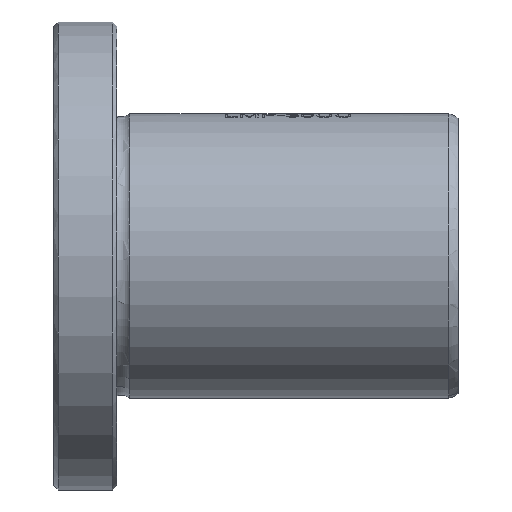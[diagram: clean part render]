
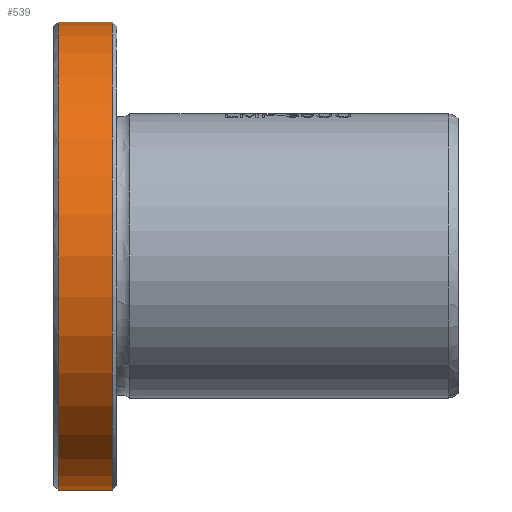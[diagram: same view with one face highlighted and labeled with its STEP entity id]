
A CAD part, front view. The second image highlights one B-rep face of the part: STEP entity #539.
In plain terms, the highlighted cylindrical face has radius 37 mm (diameter 74 mm), a full revolution.
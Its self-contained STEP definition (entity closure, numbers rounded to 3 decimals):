
#490=CYLINDRICAL_SURFACE('',#6005,37.);
#539=ADVANCED_FACE('',(#1589,#1590),#490,.T.);
#1066=CIRCLE('',#5995,37.);
#1067=CIRCLE('',#5996,37.);
#1068=CIRCLE('',#6003,37.);
#1069=CIRCLE('',#6004,37.);
#1589=FACE_BOUND('',#1697,.T.);
#1590=FACE_BOUND('',#1698,.T.);
#1697=EDGE_LOOP('',(#2320,#2321));
#1698=EDGE_LOOP('',(#2322,#2323));
#2320=ORIENTED_EDGE('',*,*,#4480,.T.);
#2321=ORIENTED_EDGE('',*,*,#4481,.T.);
#2322=ORIENTED_EDGE('',*,*,#4490,.F.);
#2323=ORIENTED_EDGE('',*,*,#4491,.F.);
#3916=VERTEX_POINT('',#9110);
#3917=VERTEX_POINT('',#9111);
#3926=VERTEX_POINT('',#9208);
#3927=VERTEX_POINT('',#9209);
#4480=EDGE_CURVE('',#3916,#3917,#1066,.T.);
#4481=EDGE_CURVE('',#3917,#3916,#1067,.T.);
#4490=EDGE_CURVE('',#3926,#3927,#1068,.T.);
#4491=EDGE_CURVE('',#3927,#3926,#1069,.T.);
#5995=AXIS2_PLACEMENT_3D('',#9109,#6459,#6460);
#5996=AXIS2_PLACEMENT_3D('',#9112,#6461,#6462);
#6003=AXIS2_PLACEMENT_3D('',#9207,#6475,#6476);
#6004=AXIS2_PLACEMENT_3D('',#9210,#6477,#6478);
#6005=AXIS2_PLACEMENT_3D('',#9211,#6479,#6480);
#6459=DIRECTION('',(1.,0.,0.));
#6460=DIRECTION('',(0.,0.,-1.));
#6461=DIRECTION('',(1.,0.,0.));
#6462=DIRECTION('',(0.,0.,-1.));
#6475=DIRECTION('',(1.,0.,0.));
#6476=DIRECTION('',(0.,0.,1.));
#6477=DIRECTION('',(1.,0.,0.));
#6478=DIRECTION('',(0.,0.,1.));
#6479=DIRECTION('',(1.,0.,0.));
#6480=DIRECTION('',(0.,0.,-1.));
#9109=CARTESIAN_POINT('',(0.7,0.,0.));
#9110=CARTESIAN_POINT('',(0.7,0.,-37.));
#9111=CARTESIAN_POINT('',(0.7,0.,37.));
#9112=CARTESIAN_POINT('',(0.7,0.,0.));
#9207=CARTESIAN_POINT('',(9.3,0.,0.));
#9208=CARTESIAN_POINT('',(9.3,0.,37.));
#9209=CARTESIAN_POINT('',(9.3,0.,-37.));
#9210=CARTESIAN_POINT('',(9.3,0.,0.));
#9211=CARTESIAN_POINT('',(0.7,0.,0.));
